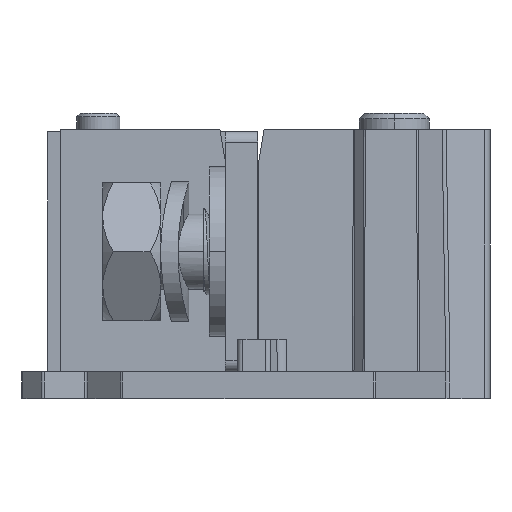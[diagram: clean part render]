
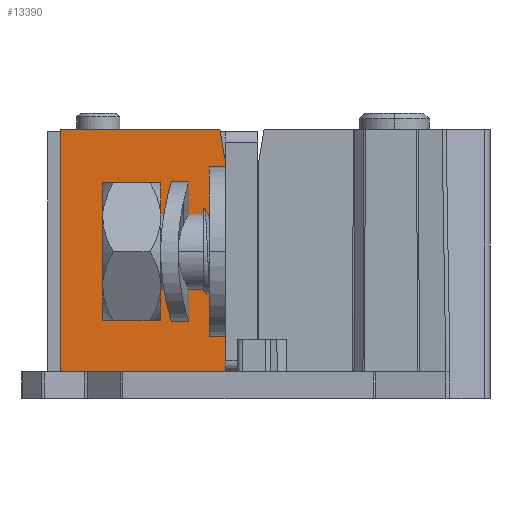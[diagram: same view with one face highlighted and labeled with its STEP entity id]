
A CAD part, left-side view. The second image highlights one B-rep face of the part: STEP entity #13390.
In plain terms, the highlighted planar face has unit normal (-1, 0, 0.009).
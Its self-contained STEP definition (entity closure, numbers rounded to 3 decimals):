
#602=DIRECTION('',(0.,-1.,0.));
#603=VECTOR('',#602,15.3);
#604=CARTESIAN_POINT('',(-4.196,18.4,0.));
#605=LINE('',#604,#603);
#967=DIRECTION('',(0.009,0.,1.));
#968=VECTOR('',#967,19.501);
#969=CARTESIAN_POINT('',(-4.196,3.1,0.));
#970=LINE('',#969,#968);
#4797=DIRECTION('',(-0.009,0.,-1.));
#4798=VECTOR('',#4797,22.501);
#4799=CARTESIAN_POINT('',(-4.,18.4,22.5));
#4800=LINE('',#4799,#4798);
#4906=DIRECTION('',(0.,-1.,0.));
#4907=VECTOR('',#4906,14.8);
#4908=CARTESIAN_POINT('',(-4.,18.4,22.5));
#4909=LINE('',#4908,#4907);
#4910=DIRECTION('',(-0.009,-0.164,-0.986));
#4911=VECTOR('',#4910,3.041);
#4912=CARTESIAN_POINT('',(-4.,3.6,22.5));
#4913=LINE('',#4912,#4911);
#6340=CARTESIAN_POINT('',(-4.196,18.4,0.));
#6341=VERTEX_POINT('',#6340);
#6342=CARTESIAN_POINT('',(-4.196,3.1,0.));
#6343=VERTEX_POINT('',#6342);
#6382=CARTESIAN_POINT('',(-4.026,3.1,19.5));
#6383=VERTEX_POINT('',#6382);
#6974=CARTESIAN_POINT('',(-4.,18.4,22.5));
#6975=VERTEX_POINT('',#6974);
#7000=CARTESIAN_POINT('',(-4.,3.6,22.5));
#7001=VERTEX_POINT('',#7000);
#13378=CARTESIAN_POINT('',(-4.,20.362,22.5));
#13379=DIRECTION('',(-1.,0.,0.009));
#13380=DIRECTION('',(0.,-1.,0.));
#13381=AXIS2_PLACEMENT_3D('',#13378,#13379,#13380);
#13382=PLANE('',#13381);
#13383=ORIENTED_EDGE('',*,*,#7952,.F.);
#13384=ORIENTED_EDGE('',*,*,#7638,.F.);
#13385=ORIENTED_EDGE('',*,*,#13225,.F.);
#13386=ORIENTED_EDGE('',*,*,#13361,.T.);
#13387=ORIENTED_EDGE('',*,*,#13346,.T.);
#13388=EDGE_LOOP('',(#13383,#13384,#13385,#13386,#13387));
#13389=FACE_OUTER_BOUND('',#13388,.F.);
#13390=ADVANCED_FACE('',(#13389),#13382,.T.);
#7638=EDGE_CURVE('',#6341,#6343,#605,.T.);
#7952=EDGE_CURVE('',#6343,#6383,#970,.T.);
#13225=EDGE_CURVE('',#6975,#6341,#4800,.T.);
#13346=EDGE_CURVE('',#7001,#6383,#4913,.T.);
#13361=EDGE_CURVE('',#6975,#7001,#4909,.T.);
